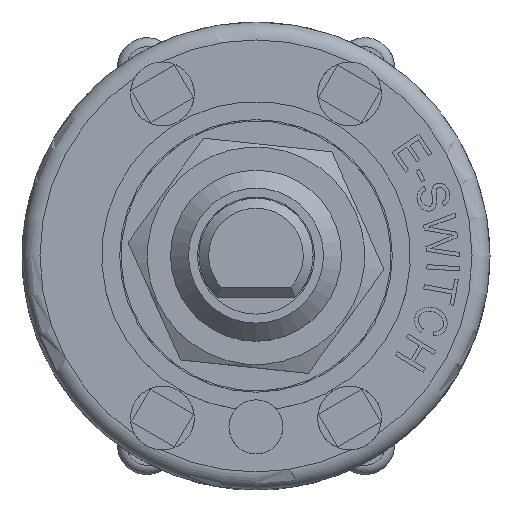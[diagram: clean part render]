
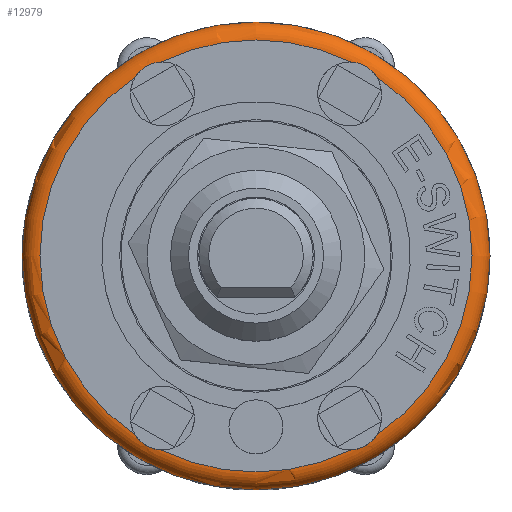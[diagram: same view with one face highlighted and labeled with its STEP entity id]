
A CAD part, top view. The second image highlights one B-rep face of the part: STEP entity #12979.
In plain terms, the highlighted toroidal (fillet/blend) face has major radius 12 mm and minor radius 1 mm.
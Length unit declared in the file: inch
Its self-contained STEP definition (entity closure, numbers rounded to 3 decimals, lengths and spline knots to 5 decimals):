
#32=TOROIDAL_SURFACE('',#13636,0.47244,0.03937);
#618=B_SPLINE_CURVE_WITH_KNOTS('',3,(#22251,#22252,#22253,#22254,#22255,
#22256,#22257,#22258,#22259,#22260,#22261,#22262),.UNSPECIFIED.,.F.,.F.,
(4,2,2,2,2,4),(-0.26924,-0.24463,-0.21597,
-0.19207,-0.16451,-0.13568),.UNSPECIFIED.);
#619=B_SPLINE_CURVE_WITH_KNOTS('',3,(#22273,#22274,#22275,#22276,#22277,
#22278,#22279,#22280,#22281,#22282,#22283,#22284),.UNSPECIFIED.,.F.,.F.,
(4,2,2,2,2,4),(-0.26924,-0.24463,-0.21597,
-0.19207,-0.16451,-0.13568),.UNSPECIFIED.);
#620=B_SPLINE_CURVE_WITH_KNOTS('',3,(#22295,#22296,#22297,#22298,#22299,
#22300,#22301,#22302,#22303,#22304,#22305,#22306),.UNSPECIFIED.,.F.,.F.,
(4,2,2,2,2,4),(-0.26924,-0.24463,-0.21597,
-0.19207,-0.16451,-0.13568),.UNSPECIFIED.);
#621=B_SPLINE_CURVE_WITH_KNOTS('',3,(#22317,#22318,#22319,#22320,#22321,
#22322,#22323,#22324,#22325,#22326,#22327,#22328),.UNSPECIFIED.,.F.,.F.,
(4,2,2,2,2,4),(-0.26924,-0.24463,-0.21597,
-0.19207,-0.16451,-0.13568),.UNSPECIFIED.);
#746=CIRCLE('',#13574,0.51181);
#762=CIRCLE('',#13637,0.03937);
#763=CIRCLE('',#13638,0.47244);
#764=CIRCLE('',#13639,0.47244);
#765=CIRCLE('',#13640,0.47244);
#766=CIRCLE('',#13641,0.47244);
#767=CIRCLE('',#13642,0.47244);
#1414=FACE_OUTER_BOUND('',#2184,.T.);
#2184=EDGE_LOOP('',(#11424,#11425,#11426,#11427,#11428,#11429,#11430,#11431,
#11432,#11433,#11434,#11435));
#6088=VERTEX_POINT('',#21970);
#6184=VERTEX_POINT('',#22249);
#6185=VERTEX_POINT('',#22250);
#6188=VERTEX_POINT('',#22271);
#6189=VERTEX_POINT('',#22272);
#6192=VERTEX_POINT('',#22293);
#6193=VERTEX_POINT('',#22294);
#6196=VERTEX_POINT('',#22315);
#6197=VERTEX_POINT('',#22316);
#6200=VERTEX_POINT('',#22337);
#7847=EDGE_CURVE('',#6088,#6088,#746,.T.);
#7991=EDGE_CURVE('',#6184,#6185,#618,.T.);
#7996=EDGE_CURVE('',#6188,#6189,#619,.T.);
#8001=EDGE_CURVE('',#6192,#6193,#620,.T.);
#8006=EDGE_CURVE('',#6196,#6197,#621,.T.);
#8011=EDGE_CURVE('',#6088,#6200,#762,.T.);
#8012=EDGE_CURVE('',#6200,#6192,#763,.T.);
#8013=EDGE_CURVE('',#6193,#6188,#764,.T.);
#8014=EDGE_CURVE('',#6189,#6184,#765,.T.);
#8015=EDGE_CURVE('',#6185,#6196,#766,.T.);
#8016=EDGE_CURVE('',#6197,#6200,#767,.T.);
#11424=ORIENTED_EDGE('',*,*,#7847,.T.);
#11425=ORIENTED_EDGE('',*,*,#8011,.T.);
#11426=ORIENTED_EDGE('',*,*,#8012,.T.);
#11427=ORIENTED_EDGE('',*,*,#8001,.T.);
#11428=ORIENTED_EDGE('',*,*,#8013,.T.);
#11429=ORIENTED_EDGE('',*,*,#7996,.T.);
#11430=ORIENTED_EDGE('',*,*,#8014,.T.);
#11431=ORIENTED_EDGE('',*,*,#7991,.T.);
#11432=ORIENTED_EDGE('',*,*,#8015,.T.);
#11433=ORIENTED_EDGE('',*,*,#8006,.T.);
#11434=ORIENTED_EDGE('',*,*,#8016,.T.);
#11435=ORIENTED_EDGE('',*,*,#8011,.F.);
#12979=ADVANCED_FACE('',(#1414),#32,.T.);
#13574=AXIS2_PLACEMENT_3D('',#21971,#15890,#15891);
#13636=AXIS2_PLACEMENT_3D('',#22336,#16158,#16159);
#13637=AXIS2_PLACEMENT_3D('',#22338,#16160,#16161);
#13638=AXIS2_PLACEMENT_3D('',#22339,#16162,#16163);
#13639=AXIS2_PLACEMENT_3D('',#22340,#16164,#16165);
#13640=AXIS2_PLACEMENT_3D('',#22341,#16166,#16167);
#13641=AXIS2_PLACEMENT_3D('',#22342,#16168,#16169);
#13642=AXIS2_PLACEMENT_3D('',#22343,#16170,#16171);
#15890=DIRECTION('center_axis',(0.,0.,1.));
#15891=DIRECTION('ref_axis',(-1.,0.,0.));
#16158=DIRECTION('center_axis',(0.,0.,-1.));
#16159=DIRECTION('ref_axis',(-1.,0.,0.));
#16160=DIRECTION('center_axis',(0.,-1.,0.));
#16161=DIRECTION('ref_axis',(1.,0.,0.));
#16162=DIRECTION('center_axis',(0.,0.,-1.));
#16163=DIRECTION('ref_axis',(-1.,0.,0.));
#16164=DIRECTION('center_axis',(0.,0.,-1.));
#16165=DIRECTION('ref_axis',(-1.,0.,0.));
#16166=DIRECTION('center_axis',(0.,0.,-1.));
#16167=DIRECTION('ref_axis',(-1.,0.,0.));
#16168=DIRECTION('center_axis',(0.,0.,-1.));
#16169=DIRECTION('ref_axis',(-1.,0.,0.));
#16170=DIRECTION('center_axis',(0.,0.,-1.));
#16171=DIRECTION('ref_axis',(-1.,0.,0.));
#21970=CARTESIAN_POINT('',(0.51181,0.,0.3622));
#21971=CARTESIAN_POINT('Origin',(0.,0.,0.3622));
#22249=CARTESIAN_POINT('',(-0.26379,0.39194,0.40157));
#22250=CARTESIAN_POINT('',(-0.20753,0.42442,0.40157));
#22251=CARTESIAN_POINT('Ctrl Pts',(-0.26379,0.39194,
0.40157));
#22252=CARTESIAN_POINT('Ctrl Pts',(-0.26165,0.39532,
0.40157));
#22253=CARTESIAN_POINT('Ctrl Pts',(-0.25918,0.39859,
0.40148));
#22254=CARTESIAN_POINT('Ctrl Pts',(-0.25306,0.40529,
0.40123));
#22255=CARTESIAN_POINT('Ctrl Pts',(-0.2494,0.40855,
0.40109));
#22256=CARTESIAN_POINT('Ctrl Pts',(-0.24211,0.41377,
0.40096));
#22257=CARTESIAN_POINT('Ctrl Pts',(-0.2386,0.41585,
0.40095));
#22258=CARTESIAN_POINT('Ctrl Pts',(-0.23069,0.41964,
0.40105));
#22259=CARTESIAN_POINT('Ctrl Pts',(-0.22626,0.42124,
0.40118));
#22260=CARTESIAN_POINT('Ctrl Pts',(-0.21694,0.42357,
0.40144));
#22261=CARTESIAN_POINT('Ctrl Pts',(-0.21219,0.42423,
0.40157));
#22262=CARTESIAN_POINT('Ctrl Pts',(-0.20753,0.42442,
0.40157));
#22271=CARTESIAN_POINT('',(-0.20753,-0.42442,0.40157));
#22272=CARTESIAN_POINT('',(-0.26379,-0.39194,0.40157));
#22273=CARTESIAN_POINT('Ctrl Pts',(-0.20753,-0.42442,
0.40157));
#22274=CARTESIAN_POINT('Ctrl Pts',(-0.21153,-0.42426,
0.40157));
#22275=CARTESIAN_POINT('Ctrl Pts',(-0.2156,-0.42375,
0.40148));
#22276=CARTESIAN_POINT('Ctrl Pts',(-0.22446,-0.42181,
0.40123));
#22277=CARTESIAN_POINT('Ctrl Pts',(-0.22911,-0.42026,
0.40109));
#22278=CARTESIAN_POINT('Ctrl Pts',(-0.23728,-0.41656,
0.40096));
#22279=CARTESIAN_POINT('Ctrl Pts',(-0.24084,-0.41456,
0.40095));
#22280=CARTESIAN_POINT('Ctrl Pts',(-0.24808,-0.4096,
0.40105));
#22281=CARTESIAN_POINT('Ctrl Pts',(-0.25168,-0.40656,
0.40118));
#22282=CARTESIAN_POINT('Ctrl Pts',(-0.25836,-0.39966,
0.40144));
#22283=CARTESIAN_POINT('Ctrl Pts',(-0.2613,-0.39588,
0.40157));
#22284=CARTESIAN_POINT('Ctrl Pts',(-0.26379,-0.39194,
0.40157));
#22293=CARTESIAN_POINT('',(0.26379,-0.39194,0.40157));
#22294=CARTESIAN_POINT('',(0.20753,-0.42442,0.40157));
#22295=CARTESIAN_POINT('Ctrl Pts',(0.26379,-0.39194,
0.40157));
#22296=CARTESIAN_POINT('Ctrl Pts',(0.26165,-0.39532,
0.40157));
#22297=CARTESIAN_POINT('Ctrl Pts',(0.25918,-0.39859,
0.40148));
#22298=CARTESIAN_POINT('Ctrl Pts',(0.25306,-0.40529,
0.40123));
#22299=CARTESIAN_POINT('Ctrl Pts',(0.2494,-0.40855,
0.40109));
#22300=CARTESIAN_POINT('Ctrl Pts',(0.24211,-0.41377,
0.40096));
#22301=CARTESIAN_POINT('Ctrl Pts',(0.2386,-0.41585,
0.40095));
#22302=CARTESIAN_POINT('Ctrl Pts',(0.23069,-0.41964,
0.40105));
#22303=CARTESIAN_POINT('Ctrl Pts',(0.22626,-0.42124,
0.40118));
#22304=CARTESIAN_POINT('Ctrl Pts',(0.21694,-0.42357,
0.40144));
#22305=CARTESIAN_POINT('Ctrl Pts',(0.21219,-0.42423,
0.40157));
#22306=CARTESIAN_POINT('Ctrl Pts',(0.20753,-0.42442,
0.40157));
#22315=CARTESIAN_POINT('',(0.20753,0.42442,0.40157));
#22316=CARTESIAN_POINT('',(0.26379,0.39194,0.40157));
#22317=CARTESIAN_POINT('Ctrl Pts',(0.20753,0.42442,0.40157));
#22318=CARTESIAN_POINT('Ctrl Pts',(0.21153,0.42426,
0.40157));
#22319=CARTESIAN_POINT('Ctrl Pts',(0.2156,0.42375,
0.40148));
#22320=CARTESIAN_POINT('Ctrl Pts',(0.22446,0.42181,0.40123));
#22321=CARTESIAN_POINT('Ctrl Pts',(0.22911,0.42026,
0.40109));
#22322=CARTESIAN_POINT('Ctrl Pts',(0.23728,0.41656,0.40096));
#22323=CARTESIAN_POINT('Ctrl Pts',(0.24084,0.41456,0.40095));
#22324=CARTESIAN_POINT('Ctrl Pts',(0.24808,0.4096,
0.40105));
#22325=CARTESIAN_POINT('Ctrl Pts',(0.25168,0.40656,
0.40118));
#22326=CARTESIAN_POINT('Ctrl Pts',(0.25836,0.39966,
0.40144));
#22327=CARTESIAN_POINT('Ctrl Pts',(0.2613,0.39588,
0.40157));
#22328=CARTESIAN_POINT('Ctrl Pts',(0.26379,0.39194,
0.40157));
#22336=CARTESIAN_POINT('Origin',(0.,0.,0.3622));
#22337=CARTESIAN_POINT('',(0.47244,0.,0.40157));
#22338=CARTESIAN_POINT('Origin',(0.47244,0.,
0.3622));
#22339=CARTESIAN_POINT('Origin',(0.,0.,0.40157));
#22340=CARTESIAN_POINT('Origin',(0.,0.,0.40157));
#22341=CARTESIAN_POINT('Origin',(0.,0.,0.40157));
#22342=CARTESIAN_POINT('Origin',(0.,0.,0.40157));
#22343=CARTESIAN_POINT('Origin',(0.,0.,0.40157));
